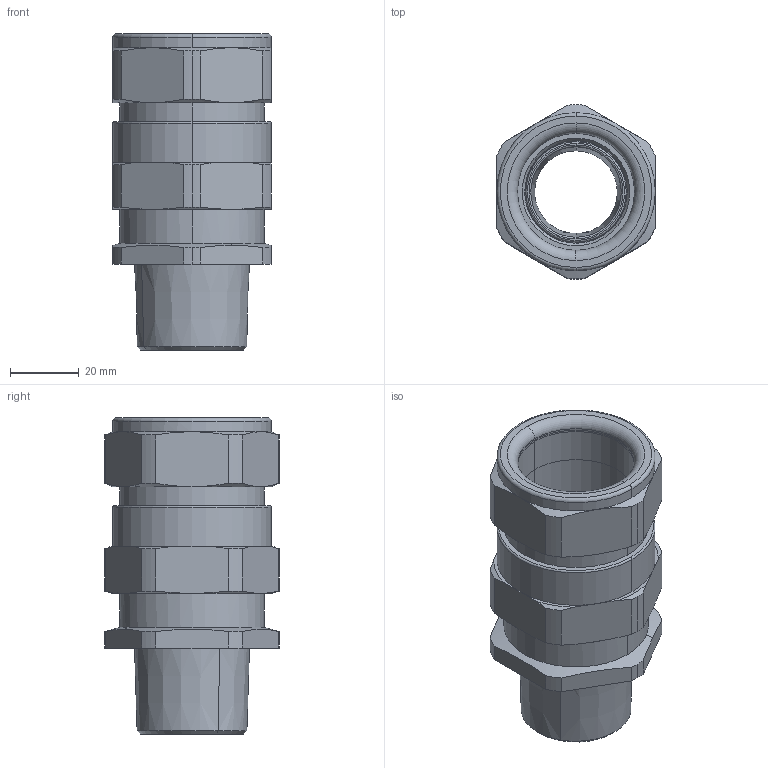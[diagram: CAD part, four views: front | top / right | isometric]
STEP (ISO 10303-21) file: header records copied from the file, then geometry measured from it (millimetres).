
FILE_DESCRIPTION(('CATIA V5 STEP Exchange','CAx-IF Rec.Pracs.--- Model Styling and Organization---1.4--- 2014-01-23'),'2;1');
FILE_NAME ('327782-1_0_1185120000_1185120000.stp','2022-04-02T01:28:21+00:00',('none'),('Weidmueller'),'CATIA Version 5-6 Release 2016 SP3 HF44','CATIA V5 STEP AP214','none');
FILE_SCHEMA(('AUTOMOTIVE_DESIGN { 1 0 10303 214 1 1 1 1 }'));
Length unit declared in the file: millimetre
Products named in the file (1): E1XZ/32/NPT1-WM
Bounding box: 46 x 50.6 x 91.9 mm (x, y, z)
Volume: 65690.5 mm3; surface area: 41447.3 mm2
Topology: 3 solids, 3 shells, 218 faces, 512 edges, 314 vertices
Faces by surface type: cone 76, cylinder 72, plane 44, torus 26
Entity records: 5801 total; most frequent: CARTESIAN_POINT 1272, ORIENTED_EDGE 1024, DIRECTION 711, EDGE_CURVE 512, AXIS2_PLACEMENT_3D 419, VERTEX_POINT 314, CIRCLE 287, EDGE_LOOP 238
